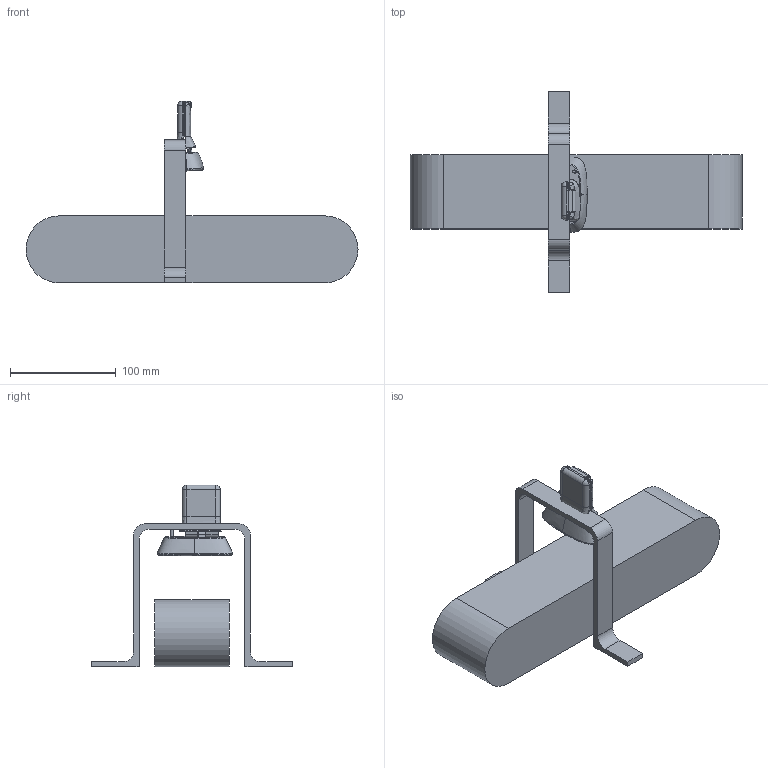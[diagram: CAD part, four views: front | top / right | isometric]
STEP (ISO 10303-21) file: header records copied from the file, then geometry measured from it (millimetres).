
FILE_DESCRIPTION (( 'STEP AP214' ), '1' );
FILE_NAME ('Camera_Conveyor_Assembly.STEP', '2021-09-29T09:43:49', ( '' ), ( '' ), 'SwSTEP 2.0', 'SolidWorks 2021', '' );
FILE_SCHEMA (( 'AUTOMOTIVE_DESIGN' ));
Length unit declared in the file: millimetre
Products named in the file (7): Logitech c270 Assembly; Logitech c270; Logitech c270c; Logitech c270b; Camera_Conveyor_Assembly; Simple_Conveyor; Logitech_Camera_Placement
Assembly tree (6 placements, depth 3):
  Camera_Conveyor_Assembly
    Logitech_Camera_Placement
    Logitech c270 Assembly
      Logitech c270c
      Logitech c270b
      Logitech c270
    Simple_Conveyor
Bounding box: 313.39 x 190 x 171.74 mm (x, y, z)
Volume: 1419984.7 mm3; surface area: 124437.3 mm2
Topology: 5 solids, 5 shells, 223 faces, 529 edges, 331 vertices
Faces by surface type: plane 98, cylinder 68, bspline 36, torus 12, cone 7, sphere 2
Entity records: 11476 total; most frequent: CARTESIAN_POINT 6003, ORIENTED_EDGE 1054, DIRECTION 1006, EDGE_CURVE 527, AXIS2_PLACEMENT_3D 371, VERTEX_POINT 331, LINE 264, VECTOR 264
